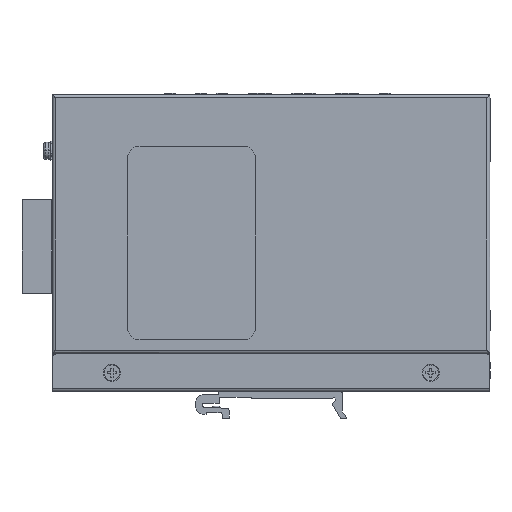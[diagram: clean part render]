
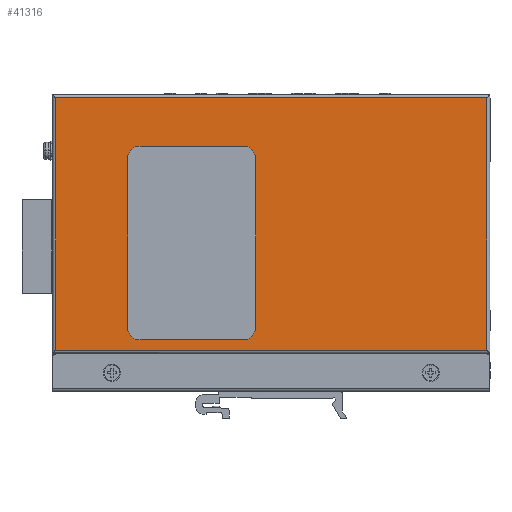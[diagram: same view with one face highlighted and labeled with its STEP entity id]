
A CAD part, left-side view. The second image highlights one B-rep face of the part: STEP entity #41316.
In plain terms, the highlighted planar face has unit normal (-1, 0, 0).
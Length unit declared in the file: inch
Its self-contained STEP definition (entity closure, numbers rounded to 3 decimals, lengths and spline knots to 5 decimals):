
#2115 = DIRECTION ( 'NONE',  ( 1., 0., 0. ) ) ;
#3013 = DIRECTION ( 'NONE',  ( 1., 0., 0. ) ) ;
#4274 = CARTESIAN_POINT ( 'NONE',  ( -0.59055, 3.03599, 0.61417 ) ) ;
#4513 = CARTESIAN_POINT ( 'NONE',  ( -0.59055, 0.63442, 3.18504 ) ) ;
#4682 = CARTESIAN_POINT ( 'NONE',  ( -0.59055, 2.99662, 3.83465 ) ) ;
#5230 = DIRECTION ( 'NONE',  ( 0., 0., 1. ) ) ;
#5307 = AXIS2_PLACEMENT_3D ( 'NONE', #9278, #58127, #33692 ) ;
#5577 = EDGE_CURVE ( 'NONE', #28778, #49889, #18403, .T. ) ;
#7936 = CARTESIAN_POINT ( 'NONE',  ( -0.59055, 0.47694, 0.90157 ) ) ;
#9278 = CARTESIAN_POINT ( 'NONE',  ( -0.59055, 1.93363, 0.90157 ) ) ;
#9746 = AXIS2_PLACEMENT_3D ( 'NONE', #20902, #11576, #21837 ) ;
#10693 = VECTOR ( 'NONE', #44385, 39.37008 ) ;
#11576 = DIRECTION ( 'NONE',  ( 1., 0., 0. ) ) ;
#11688 = CARTESIAN_POINT ( 'NONE',  ( -0.59055, 3.03599, 0.74409 ) ) ;
#12044 = CARTESIAN_POINT ( 'NONE',  ( -0.59055, 0.63442, 0.90157 ) ) ;
#12310 = DIRECTION ( 'NONE',  ( 0., 1., 0. ) ) ;
#12817 = CIRCLE ( 'NONE', #9746, 0.15748 ) ;
#13089 = EDGE_CURVE ( 'NONE', #27844, #51313, #60237, .T. ) ;
#13827 = CARTESIAN_POINT ( 'NONE',  ( -0.59055, 2.09111, 3.02756 ) ) ;
#14849 = CARTESIAN_POINT ( 'NONE',  ( -0.59055, 3.03599, 3.83465 ) ) ;
#15983 = VECTOR ( 'NONE', #5230, 39.37008 ) ;
#16120 = VECTOR ( 'NONE', #29721, 39.37008 ) ;
#16540 = VECTOR ( 'NONE', #26670, 39.37008 ) ;
#16676 = EDGE_CURVE ( 'NONE', #17378, #47619, #61067, .T. ) ;
#17378 = VERTEX_POINT ( 'NONE', #28808 ) ;
#17768 = DIRECTION ( 'NONE',  ( 0., -1., 0. ) ) ;
#18403 = LINE ( 'NONE', #4274, #54863 ) ;
#18566 = ORIENTED_EDGE ( 'NONE', *, *, #37651, .T. ) ;
#19413 = CIRCLE ( 'NONE', #55349, 0.15748 ) ;
#20445 = CARTESIAN_POINT ( 'NONE',  ( -0.59055, 2.09111, 0.90157 ) ) ;
#20902 = CARTESIAN_POINT ( 'NONE',  ( -0.59055, 1.93363, 3.02756 ) ) ;
#21837 = DIRECTION ( 'NONE',  ( 0., 0., 1. ) ) ;
#22718 = ORIENTED_EDGE ( 'NONE', *, *, #38880, .T. ) ;
#22787 = ORIENTED_EDGE ( 'NONE', *, *, #62578, .T. ) ;
#23219 = DIRECTION ( 'NONE',  ( 0., 0., 1. ) ) ;
#23327 = LINE ( 'NONE', #4682, #16120 ) ;
#24996 = VERTEX_POINT ( 'NONE', #13827 ) ;
#25007 = CARTESIAN_POINT ( 'NONE',  ( -0.59055, -2.43645, 0.61417 ) ) ;
#25134 = ORIENTED_EDGE ( 'NONE', *, *, #49941, .T. ) ;
#25734 = FACE_BOUND ( 'NONE', #51840, .T. ) ;
#26670 = DIRECTION ( 'NONE',  ( 0., 1., 0. ) ) ;
#27844 = VERTEX_POINT ( 'NONE', #40814 ) ;
#28168 = ORIENTED_EDGE ( 'NONE', *, *, #39082, .T. ) ;
#28337 = CARTESIAN_POINT ( 'NONE',  ( -0.59055, -2.43645, 3.83465 ) ) ;
#28778 = VERTEX_POINT ( 'NONE', #60576 ) ;
#28808 = CARTESIAN_POINT ( 'NONE',  ( -0.59055, -2.43645, 3.79528 ) ) ;
#28981 = LINE ( 'NONE', #28337, #52922 ) ;
#29007 = LINE ( 'NONE', #49257, #15983 ) ;
#29305 = EDGE_CURVE ( 'NONE', #30930, #35448, #33777, .T. ) ;
#29721 = DIRECTION ( 'NONE',  ( 0., 0., -1. ) ) ;
#29899 = EDGE_LOOP ( 'NONE', ( #22718, #43483, #47753, #47361 ) ) ;
#30930 = VERTEX_POINT ( 'NONE', #46849 ) ;
#31797 = CARTESIAN_POINT ( 'NONE',  ( -0.59055, 3.03599, 3.79528 ) ) ;
#32516 = EDGE_CURVE ( 'NONE', #49889, #17378, #28981, .T. ) ;
#32686 = VECTOR ( 'NONE', #36443, 39.37008 ) ;
#33006 = CARTESIAN_POINT ( 'NONE',  ( -0.59055, 1.93363, 0.74409 ) ) ;
#33692 = DIRECTION ( 'NONE',  ( 0., 0., 1. ) ) ;
#33777 = LINE ( 'NONE', #38930, #10693 ) ;
#34376 = ORIENTED_EDGE ( 'NONE', *, *, #13089, .T. ) ;
#35075 = DIRECTION ( 'NONE',  ( -1., 0., 0. ) ) ;
#35448 = VERTEX_POINT ( 'NONE', #4513 ) ;
#36099 = LINE ( 'NONE', #11688, #45082 ) ;
#36443 = DIRECTION ( 'NONE',  ( 0., 0., -1. ) ) ;
#37651 = EDGE_CURVE ( 'NONE', #40351, #24996, #29007, .T. ) ;
#38880 = EDGE_CURVE ( 'NONE', #47619, #28778, #23327, .T. ) ;
#38930 = CARTESIAN_POINT ( 'NONE',  ( -0.59055, 3.03599, 3.18504 ) ) ;
#39082 = EDGE_CURVE ( 'NONE', #51313, #50221, #55110, .T. ) ;
#40351 = VERTEX_POINT ( 'NONE', #20445 ) ;
#40814 = CARTESIAN_POINT ( 'NONE',  ( -0.59055, 0.47694, 3.02756 ) ) ;
#40894 = ORIENTED_EDGE ( 'NONE', *, *, #54763, .T. ) ;
#41177 = CARTESIAN_POINT ( 'NONE',  ( -0.59055, 2.99662, 3.79528 ) ) ;
#41316 = ADVANCED_FACE ( 'NONE', ( #25734, #45026 ), #59496, .T. ) ;
#43483 = ORIENTED_EDGE ( 'NONE', *, *, #5577, .T. ) ;
#43512 = EDGE_CURVE ( 'NONE', #50221, #45780, #36099, .T. ) ;
#44385 = DIRECTION ( 'NONE',  ( 0., -1., 0. ) ) ;
#45026 = FACE_OUTER_BOUND ( 'NONE', #29899, .T. ) ;
#45082 = VECTOR ( 'NONE', #12310, 39.37008 ) ;
#45348 = DIRECTION ( 'NONE',  ( 0., 0., 1. ) ) ;
#45780 = VERTEX_POINT ( 'NONE', #33006 ) ;
#46849 = CARTESIAN_POINT ( 'NONE',  ( -0.59055, 1.93363, 3.18504 ) ) ;
#47361 = ORIENTED_EDGE ( 'NONE', *, *, #16676, .T. ) ;
#47580 = CARTESIAN_POINT ( 'NONE',  ( -0.59055, 0.47694, 3.83465 ) ) ;
#47619 = VERTEX_POINT ( 'NONE', #41177 ) ;
#47753 = ORIENTED_EDGE ( 'NONE', *, *, #32516, .T. ) ;
#49052 = AXIS2_PLACEMENT_3D ( 'NONE', #14849, #35075, #45348 ) ;
#49257 = CARTESIAN_POINT ( 'NONE',  ( -0.59055, 2.09111, 3.83465 ) ) ;
#49889 = VERTEX_POINT ( 'NONE', #25007 ) ;
#49941 = EDGE_CURVE ( 'NONE', #45780, #40351, #50441, .T. ) ;
#50221 = VERTEX_POINT ( 'NONE', #59004 ) ;
#50441 = CIRCLE ( 'NONE', #5307, 0.15748 ) ;
#51313 = VERTEX_POINT ( 'NONE', #7936 ) ;
#51542 = DIRECTION ( 'NONE',  ( 0., 0., 1. ) ) ;
#51840 = EDGE_LOOP ( 'NONE', ( #18566, #40894, #53647, #22787, #34376, #28168, #55675, #25134 ) ) ;
#52922 = VECTOR ( 'NONE', #23219, 39.37008 ) ;
#53647 = ORIENTED_EDGE ( 'NONE', *, *, #29305, .T. ) ;
#54763 = EDGE_CURVE ( 'NONE', #24996, #30930, #12817, .T. ) ;
#54863 = VECTOR ( 'NONE', #17768, 39.37008 ) ;
#55110 = CIRCLE ( 'NONE', #63324, 0.15748 ) ;
#55349 = AXIS2_PLACEMENT_3D ( 'NONE', #60911, #2115, #57053 ) ;
#55675 = ORIENTED_EDGE ( 'NONE', *, *, #43512, .T. ) ;
#57053 = DIRECTION ( 'NONE',  ( 0., 0., 1. ) ) ;
#58127 = DIRECTION ( 'NONE',  ( 1., 0., 0. ) ) ;
#59004 = CARTESIAN_POINT ( 'NONE',  ( -0.59055, 0.63442, 0.74409 ) ) ;
#59496 = PLANE ( 'NONE',  #49052 ) ;
#60237 = LINE ( 'NONE', #47580, #32686 ) ;
#60576 = CARTESIAN_POINT ( 'NONE',  ( -0.59055, 2.99662, 0.61417 ) ) ;
#60911 = CARTESIAN_POINT ( 'NONE',  ( -0.59055, 0.63442, 3.02756 ) ) ;
#61067 = LINE ( 'NONE', #31797, #16540 ) ;
#62578 = EDGE_CURVE ( 'NONE', #35448, #27844, #19413, .T. ) ;
#63324 = AXIS2_PLACEMENT_3D ( 'NONE', #12044, #3013, #51542 ) ;
